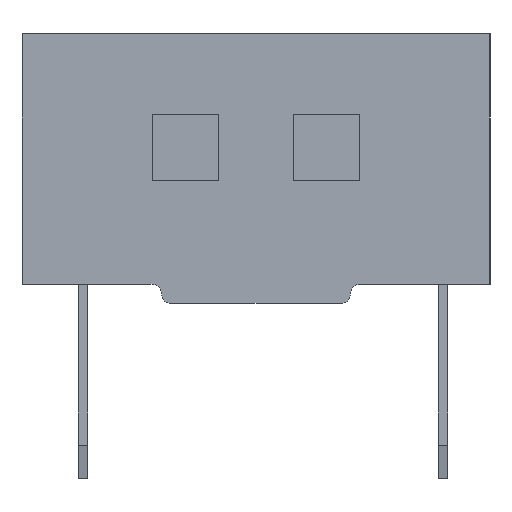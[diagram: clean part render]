
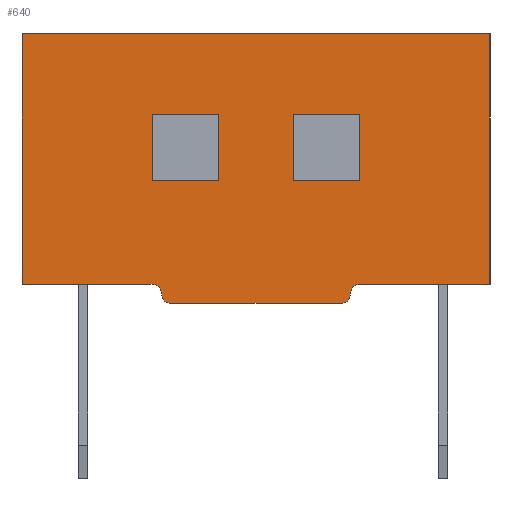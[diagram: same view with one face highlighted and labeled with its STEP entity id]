
A CAD part, left-side view. The second image highlights one B-rep face of the part: STEP entity #640.
In plain terms, the highlighted planar face has unit normal (-1, 0, 0).
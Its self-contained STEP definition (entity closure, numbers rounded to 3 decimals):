
#640 = ADVANCED_FACE( '', ( #1331, #1332, #1333 ), #1334, .F. );
#1331 = FACE_BOUND( '', #2117, .T. );
#1332 = FACE_OUTER_BOUND( '', #2118, .T. );
#1333 = FACE_BOUND( '', #2119, .T. );
#1334 = PLANE( '', #2120 );
#2117 = EDGE_LOOP( '', ( #3837, #3838, #3839, #3840 ) );
#2118 = EDGE_LOOP( '', ( #3841, #3842, #3843, #3844, #3845, #3846, #3847, #3848, #3849, #3850 ) );
#2119 = EDGE_LOOP( '', ( #3851, #3852, #3853, #3854 ) );
#2120 = AXIS2_PLACEMENT_3D( '', #3855, #3856, #3857 );
#3837 = ORIENTED_EDGE( '', *, *, #4994, .T. );
#3838 = ORIENTED_EDGE( '', *, *, #5160, .T. );
#3839 = ORIENTED_EDGE( '', *, *, #5386, .T. );
#3840 = ORIENTED_EDGE( '', *, *, #5558, .T. );
#3841 = ORIENTED_EDGE( '', *, *, #4978, .T. );
#3842 = ORIENTED_EDGE( '', *, *, #5559, .T. );
#3843 = ORIENTED_EDGE( '', *, *, #5527, .T. );
#3844 = ORIENTED_EDGE( '', *, *, #5560, .F. );
#3845 = ORIENTED_EDGE( '', *, *, #5368, .T. );
#3846 = ORIENTED_EDGE( '', *, *, #5561, .T. );
#3847 = ORIENTED_EDGE( '', *, *, #5210, .T. );
#3848 = ORIENTED_EDGE( '', *, *, #5006, .F. );
#3849 = ORIENTED_EDGE( '', *, *, #5045, .F. );
#3850 = ORIENTED_EDGE( '', *, *, #5562, .T. );
#3851 = ORIENTED_EDGE( '', *, *, #5144, .T. );
#3852 = ORIENTED_EDGE( '', *, *, #5328, .T. );
#3853 = ORIENTED_EDGE( '', *, *, #4952, .T. );
#3854 = ORIENTED_EDGE( '', *, *, #5563, .T. );
#3855 = CARTESIAN_POINT( '', ( -6.85, 4.95, 5.3 ) );
#3856 = DIRECTION( '', ( 1., 0., 0. ) );
#3857 = DIRECTION( '', ( 0., 0., -1. ) );
#4952 = EDGE_CURVE( '', #5885, #5886, #5887, .T. );
#4978 = EDGE_CURVE( '', #5932, #5930, #5933, .T. );
#4994 = EDGE_CURVE( '', #5959, #5960, #5961, .T. );
#5006 = EDGE_CURVE( '', #5979, #5974, #5981, .T. );
#5045 = EDGE_CURVE( '', #6052, #5979, #6054, .T. );
#5144 = EDGE_CURVE( '', #6232, #6233, #6234, .T. );
#5160 = EDGE_CURVE( '', #5960, #6257, #6258, .T. );
#5210 = EDGE_CURVE( '', #6337, #5974, #6338, .T. );
#5328 = EDGE_CURVE( '', #6233, #5885, #6520, .T. );
#5368 = EDGE_CURVE( '', #6575, #6573, #6576, .F. );
#5386 = EDGE_CURVE( '', #6257, #6599, #6600, .T. );
#5527 = EDGE_CURVE( '', #6798, #6799, #6800, .F. );
#5558 = EDGE_CURVE( '', #6599, #5959, #6837, .T. );
#5559 = EDGE_CURVE( '', #5930, #6798, #6838, .T. );
#5560 = EDGE_CURVE( '', #6575, #6799, #6839, .T. );
#5561 = EDGE_CURVE( '', #6573, #6337, #6840, .T. );
#5562 = EDGE_CURVE( '', #6052, #5932, #6841, .T. );
#5563 = EDGE_CURVE( '', #5886, #6232, #6842, .T. );
#5885 = VERTEX_POINT( '', #7315 );
#5886 = VERTEX_POINT( '', #7316 );
#5887 = LINE( '', #7317, #7318 );
#5930 = VERTEX_POINT( '', #7384 );
#5932 = VERTEX_POINT( '', #7387 );
#5933 = LINE( '', #7388, #7389 );
#5959 = VERTEX_POINT( '', #7427 );
#5960 = VERTEX_POINT( '', #7428 );
#5961 = LINE( '', #7429, #7430 );
#5974 = VERTEX_POINT( '', #7449 );
#5979 = VERTEX_POINT( '', #7456 );
#5981 = LINE( '', #7459, #7460 );
#6052 = VERTEX_POINT( '', #7563 );
#6054 = LINE( '', #7566, #7567 );
#6232 = VERTEX_POINT( '', #7975 );
#6233 = VERTEX_POINT( '', #7976 );
#6234 = LINE( '', #7977, #7978 );
#6257 = VERTEX_POINT( '', #8019 );
#6258 = LINE( '', #8020, #8021 );
#6337 = VERTEX_POINT( '', #8148 );
#6338 = LINE( '', #8149, #8150 );
#6520 = LINE( '', #8471, #8472 );
#6573 = VERTEX_POINT( '', #8556 );
#6575 = VERTEX_POINT( '', #8559 );
#6576 = CIRCLE( '', #8560, 0.2 );
#6599 = VERTEX_POINT( '', #8594 );
#6600 = LINE( '', #8595, #8596 );
#6798 = VERTEX_POINT( '', #8896 );
#6799 = VERTEX_POINT( '', #8897 );
#6800 = CIRCLE( '', #8898, 0.2 );
#6837 = LINE( '', #8983, #8984 );
#6838 = CIRCLE( '', #8985, 0.2 );
#6839 = LINE( '', #8986, #8987 );
#6840 = CIRCLE( '', #8988, 0.2 );
#6841 = LINE( '', #8989, #8990 );
#6842 = LINE( '', #8991, #8992 );
#7315 = CARTESIAN_POINT( '', ( -6.85, 0.8, 2.2 ) );
#7316 = CARTESIAN_POINT( '', ( -6.85, 2.2, 2.2 ) );
#7317 = CARTESIAN_POINT( '', ( -6.85, 0.8, 2.2 ) );
#7318 = VECTOR( '', #9468, 1000. );
#7384 = CARTESIAN_POINT( '', ( -6.85, 2.2, 0. ) );
#7387 = CARTESIAN_POINT( '', ( -6.85, 4.95, 0. ) );
#7388 = CARTESIAN_POINT( '', ( -6.85, 4.95, 0. ) );
#7389 = VECTOR( '', #9485, 1000. );
#7427 = CARTESIAN_POINT( '', ( -6.85, -0.8, 3.6 ) );
#7428 = CARTESIAN_POINT( '', ( -6.85, -2.2, 3.6 ) );
#7429 = CARTESIAN_POINT( '', ( -6.85, -0.8, 3.6 ) );
#7430 = VECTOR( '', #9498, 1000. );
#7449 = CARTESIAN_POINT( '', ( -6.85, -4.95, 0. ) );
#7456 = CARTESIAN_POINT( '', ( -6.85, -4.95, 5.3 ) );
#7459 = CARTESIAN_POINT( '', ( -6.85, -4.95, 5.3 ) );
#7460 = VECTOR( '', #9506, 1000. );
#7563 = CARTESIAN_POINT( '', ( -6.85, 4.95, 5.3 ) );
#7566 = CARTESIAN_POINT( '', ( -6.85, 4.95, 5.3 ) );
#7567 = VECTOR( '', #9538, 1000. );
#7975 = CARTESIAN_POINT( '', ( -6.85, 2.2, 3.6 ) );
#7976 = CARTESIAN_POINT( '', ( -6.85, 0.8, 3.6 ) );
#7977 = CARTESIAN_POINT( '', ( -6.85, 2.2, 3.6 ) );
#7978 = VECTOR( '', #9583, 1000. );
#8019 = CARTESIAN_POINT( '', ( -6.85, -2.2, 2.2 ) );
#8020 = CARTESIAN_POINT( '', ( -6.85, -2.2, 3.6 ) );
#8021 = VECTOR( '', #9594, 1000. );
#8148 = CARTESIAN_POINT( '', ( -6.85, -2.2, 0. ) );
#8149 = CARTESIAN_POINT( '', ( -6.85, 4.95, 0. ) );
#8150 = VECTOR( '', #9627, 1000. );
#8471 = CARTESIAN_POINT( '', ( -6.85, 0.8, 3.6 ) );
#8472 = VECTOR( '', #9711, 1000. );
#8556 = CARTESIAN_POINT( '', ( -6.85, -2., -0.2 ) );
#8559 = CARTESIAN_POINT( '', ( -6.85, -1.8, -0.4 ) );
#8560 = AXIS2_PLACEMENT_3D( '', #9737, #9738, #9739 );
#8594 = CARTESIAN_POINT( '', ( -6.85, -0.8, 2.2 ) );
#8595 = CARTESIAN_POINT( '', ( -6.85, -2.2, 2.2 ) );
#8596 = VECTOR( '', #9751, 1000. );
#8896 = CARTESIAN_POINT( '', ( -6.85, 2., -0.2 ) );
#8897 = CARTESIAN_POINT( '', ( -6.85, 1.8, -0.4 ) );
#8898 = AXIS2_PLACEMENT_3D( '', #9850, #9851, #9852 );
#8983 = CARTESIAN_POINT( '', ( -6.85, -0.8, 2.2 ) );
#8984 = VECTOR( '', #9870, 1000. );
#8985 = AXIS2_PLACEMENT_3D( '', #9871, #9872, #9873 );
#8986 = CARTESIAN_POINT( '', ( -6.85, -2., -0.4 ) );
#8987 = VECTOR( '', #9874, 1000. );
#8988 = AXIS2_PLACEMENT_3D( '', #9875, #9876, #9877 );
#8989 = CARTESIAN_POINT( '', ( -6.85, 4.95, 5.3 ) );
#8990 = VECTOR( '', #9878, 1000. );
#8991 = CARTESIAN_POINT( '', ( -6.85, 2.2, 2.2 ) );
#8992 = VECTOR( '', #9879, 1000. );
#9468 = DIRECTION( '', ( 0., 1., 0. ) );
#9485 = DIRECTION( '', ( 0., -1., 0. ) );
#9498 = DIRECTION( '', ( 0., -1., 0. ) );
#9506 = DIRECTION( '', ( 0., 0., -1. ) );
#9538 = DIRECTION( '', ( 0., -1., 0. ) );
#9583 = DIRECTION( '', ( 0., -1., 0. ) );
#9594 = DIRECTION( '', ( 0., 0., -1. ) );
#9627 = DIRECTION( '', ( 0., -1., 0. ) );
#9711 = DIRECTION( '', ( 0., 0., -1. ) );
#9737 = CARTESIAN_POINT( '', ( -6.85, -1.8, -0.2 ) );
#9738 = DIRECTION( '', ( 1., 0., 0. ) );
#9739 = DIRECTION( '', ( 0., 0., -1. ) );
#9751 = DIRECTION( '', ( 0., 1., 0. ) );
#9850 = CARTESIAN_POINT( '', ( -6.85, 1.8, -0.2 ) );
#9851 = DIRECTION( '', ( 1., 0., 0. ) );
#9852 = DIRECTION( '', ( 0., 0., -1. ) );
#9870 = DIRECTION( '', ( 0., 0., 1. ) );
#9871 = CARTESIAN_POINT( '', ( -6.85, 2.2, -0.2 ) );
#9872 = DIRECTION( '', ( 1., 0., 0. ) );
#9873 = DIRECTION( '', ( 0., 0., -1. ) );
#9874 = DIRECTION( '', ( 0., 1., 0. ) );
#9875 = CARTESIAN_POINT( '', ( -6.85, -2.2, -0.2 ) );
#9876 = DIRECTION( '', ( 1., 0., 0. ) );
#9877 = DIRECTION( '', ( 0., 0., -1. ) );
#9878 = DIRECTION( '', ( 0., 0., -1. ) );
#9879 = DIRECTION( '', ( 0., 0., 1. ) );
